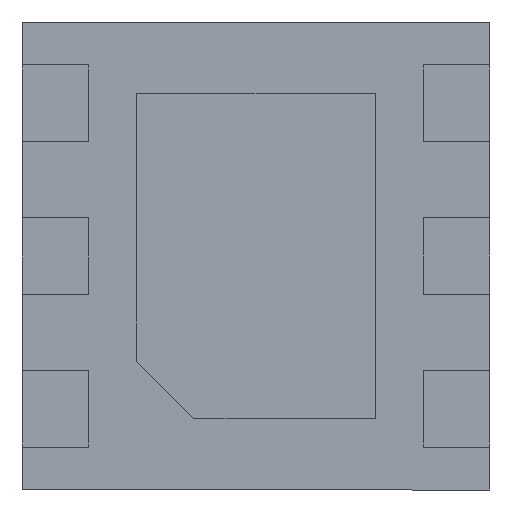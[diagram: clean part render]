
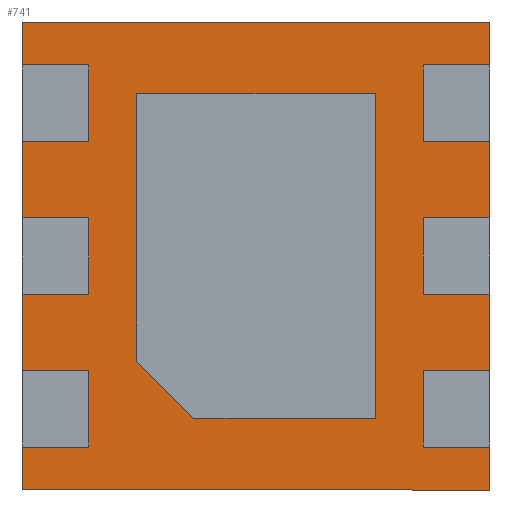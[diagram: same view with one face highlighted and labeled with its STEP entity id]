
A CAD part, front view. The second image highlights one B-rep face of the part: STEP entity #741.
In plain terms, the highlighted planar face has unit normal (0, -1, 0).
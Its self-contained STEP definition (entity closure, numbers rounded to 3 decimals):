
#13=FACE_BOUND('',#54,.T.);
#28=FACE_OUTER_BOUND('',#53,.T.);
#53=EDGE_LOOP('',(#601,#602,#603,#604,#605,#606,#607,#608,#609,#610,#611,
#612,#613,#614,#615,#616,#617,#618,#619,#620,#621,#622,#623,#624,#625,#626,
#627,#628));
#54=EDGE_LOOP('',(#629,#630,#631,#632,#633));
#88=LINE('',#1036,#207);
#94=LINE('',#1047,#213);
#96=LINE('',#1051,#215);
#100=LINE('',#1059,#219);
#104=LINE('',#1066,#223);
#105=LINE('',#1069,#224);
#107=LINE('',#1074,#226);
#111=LINE('',#1082,#230);
#115=LINE('',#1089,#234);
#116=LINE('',#1091,#235);
#120=LINE('',#1099,#239);
#121=LINE('',#1101,#240);
#122=LINE('',#1102,#241);
#123=LINE('',#1104,#242);
#124=LINE('',#1106,#243);
#125=LINE('',#1107,#244);
#126=LINE('',#1109,#245);
#127=LINE('',#1111,#246);
#128=LINE('',#1112,#247);
#129=LINE('',#1114,#248);
#130=LINE('',#1116,#249);
#131=LINE('',#1117,#250);
#132=LINE('',#1119,#251);
#133=LINE('',#1121,#252);
#134=LINE('',#1122,#253);
#135=LINE('',#1124,#254);
#136=LINE('',#1126,#255);
#137=LINE('',#1127,#256);
#138=LINE('',#1130,#257);
#139=LINE('',#1132,#258);
#140=LINE('',#1134,#259);
#141=LINE('',#1136,#260);
#142=LINE('',#1137,#261);
#207=VECTOR('',#854,1000.);
#213=VECTOR('',#862,1000.);
#215=VECTOR('',#864,1000.);
#219=VECTOR('',#868,1000.);
#223=VECTOR('',#872,1000.);
#224=VECTOR('',#875,1000.);
#226=VECTOR('',#879,1000.);
#230=VECTOR('',#883,1000.);
#234=VECTOR('',#887,1000.);
#235=VECTOR('',#888,1000.);
#239=VECTOR('',#894,1000.);
#240=VECTOR('',#895,1000.);
#241=VECTOR('',#896,1000.);
#242=VECTOR('',#897,1000.);
#243=VECTOR('',#898,1000.);
#244=VECTOR('',#899,1000.);
#245=VECTOR('',#900,1000.);
#246=VECTOR('',#901,1000.);
#247=VECTOR('',#902,1000.);
#248=VECTOR('',#903,1000.);
#249=VECTOR('',#904,1000.);
#250=VECTOR('',#905,1000.);
#251=VECTOR('',#906,1000.);
#252=VECTOR('',#907,1000.);
#253=VECTOR('',#908,1000.);
#254=VECTOR('',#909,1000.);
#255=VECTOR('',#910,1000.);
#256=VECTOR('',#911,1000.);
#257=VECTOR('',#912,1000.);
#258=VECTOR('',#913,1000.);
#259=VECTOR('',#914,1000.);
#260=VECTOR('',#915,1000.);
#261=VECTOR('',#916,1000.);
#323=VERTEX_POINT('',#1034);
#324=VERTEX_POINT('',#1035);
#325=VERTEX_POINT('',#1040);
#328=VERTEX_POINT('',#1045);
#329=VERTEX_POINT('',#1048);
#330=VERTEX_POINT('',#1050);
#333=VERTEX_POINT('',#1056);
#334=VERTEX_POINT('',#1058);
#337=VERTEX_POINT('',#1064);
#338=VERTEX_POINT('',#1068);
#339=VERTEX_POINT('',#1072);
#340=VERTEX_POINT('',#1073);
#343=VERTEX_POINT('',#1079);
#344=VERTEX_POINT('',#1081);
#347=VERTEX_POINT('',#1087);
#348=VERTEX_POINT('',#1090);
#351=VERTEX_POINT('',#1098);
#352=VERTEX_POINT('',#1100);
#353=VERTEX_POINT('',#1103);
#354=VERTEX_POINT('',#1105);
#355=VERTEX_POINT('',#1108);
#356=VERTEX_POINT('',#1110);
#357=VERTEX_POINT('',#1113);
#358=VERTEX_POINT('',#1115);
#359=VERTEX_POINT('',#1118);
#360=VERTEX_POINT('',#1120);
#361=VERTEX_POINT('',#1123);
#362=VERTEX_POINT('',#1125);
#363=VERTEX_POINT('',#1128);
#364=VERTEX_POINT('',#1129);
#365=VERTEX_POINT('',#1131);
#366=VERTEX_POINT('',#1133);
#367=VERTEX_POINT('',#1135);
#430=EDGE_CURVE('',#323,#324,#88,.T.);
#436=EDGE_CURVE('',#328,#323,#94,.T.);
#438=EDGE_CURVE('',#329,#330,#96,.T.);
#442=EDGE_CURVE('',#333,#334,#100,.T.);
#446=EDGE_CURVE('',#337,#325,#104,.T.);
#447=EDGE_CURVE('',#338,#329,#105,.T.);
#449=EDGE_CURVE('',#339,#340,#107,.T.);
#453=EDGE_CURVE('',#343,#344,#111,.T.);
#457=EDGE_CURVE('',#347,#338,#115,.T.);
#458=EDGE_CURVE('',#324,#348,#116,.T.);
#462=EDGE_CURVE('',#339,#351,#120,.T.);
#463=EDGE_CURVE('',#351,#352,#121,.T.);
#464=EDGE_CURVE('',#352,#348,#122,.T.);
#465=EDGE_CURVE('',#328,#353,#123,.T.);
#466=EDGE_CURVE('',#353,#354,#124,.T.);
#467=EDGE_CURVE('',#354,#325,#125,.T.);
#468=EDGE_CURVE('',#337,#355,#126,.T.);
#469=EDGE_CURVE('',#355,#356,#127,.T.);
#470=EDGE_CURVE('',#356,#334,#128,.T.);
#471=EDGE_CURVE('',#333,#357,#129,.T.);
#472=EDGE_CURVE('',#357,#358,#130,.T.);
#473=EDGE_CURVE('',#358,#330,#131,.T.);
#474=EDGE_CURVE('',#347,#359,#132,.T.);
#475=EDGE_CURVE('',#359,#360,#133,.T.);
#476=EDGE_CURVE('',#360,#344,#134,.T.);
#477=EDGE_CURVE('',#343,#361,#135,.T.);
#478=EDGE_CURVE('',#361,#362,#136,.T.);
#479=EDGE_CURVE('',#362,#340,#137,.T.);
#480=EDGE_CURVE('',#363,#364,#138,.T.);
#481=EDGE_CURVE('',#364,#365,#139,.T.);
#482=EDGE_CURVE('',#365,#366,#140,.T.);
#483=EDGE_CURVE('',#366,#367,#141,.T.);
#484=EDGE_CURVE('',#367,#363,#142,.T.);
#601=ORIENTED_EDGE('',*,*,#462,.T.);
#602=ORIENTED_EDGE('',*,*,#463,.T.);
#603=ORIENTED_EDGE('',*,*,#464,.T.);
#604=ORIENTED_EDGE('',*,*,#458,.F.);
#605=ORIENTED_EDGE('',*,*,#430,.F.);
#606=ORIENTED_EDGE('',*,*,#436,.F.);
#607=ORIENTED_EDGE('',*,*,#465,.T.);
#608=ORIENTED_EDGE('',*,*,#466,.T.);
#609=ORIENTED_EDGE('',*,*,#467,.T.);
#610=ORIENTED_EDGE('',*,*,#446,.F.);
#611=ORIENTED_EDGE('',*,*,#468,.T.);
#612=ORIENTED_EDGE('',*,*,#469,.T.);
#613=ORIENTED_EDGE('',*,*,#470,.T.);
#614=ORIENTED_EDGE('',*,*,#442,.F.);
#615=ORIENTED_EDGE('',*,*,#471,.T.);
#616=ORIENTED_EDGE('',*,*,#472,.T.);
#617=ORIENTED_EDGE('',*,*,#473,.T.);
#618=ORIENTED_EDGE('',*,*,#438,.F.);
#619=ORIENTED_EDGE('',*,*,#447,.F.);
#620=ORIENTED_EDGE('',*,*,#457,.F.);
#621=ORIENTED_EDGE('',*,*,#474,.T.);
#622=ORIENTED_EDGE('',*,*,#475,.T.);
#623=ORIENTED_EDGE('',*,*,#476,.T.);
#624=ORIENTED_EDGE('',*,*,#453,.F.);
#625=ORIENTED_EDGE('',*,*,#477,.T.);
#626=ORIENTED_EDGE('',*,*,#478,.T.);
#627=ORIENTED_EDGE('',*,*,#479,.T.);
#628=ORIENTED_EDGE('',*,*,#449,.F.);
#629=ORIENTED_EDGE('',*,*,#480,.T.);
#630=ORIENTED_EDGE('',*,*,#481,.T.);
#631=ORIENTED_EDGE('',*,*,#482,.T.);
#632=ORIENTED_EDGE('',*,*,#483,.T.);
#633=ORIENTED_EDGE('',*,*,#484,.T.);
#693=PLANE('',#798);
#741=ADVANCED_FACE('',(#28,#13),#693,.T.);
#798=AXIS2_PLACEMENT_3D('',#1097,#892,#893);
#854=DIRECTION('',(1.,0.,0.));
#862=DIRECTION('',(0.,0.,1.));
#864=DIRECTION('',(0.,0.,1.));
#868=DIRECTION('',(0.,0.,1.));
#872=DIRECTION('',(0.,0.,1.));
#875=DIRECTION('',(-1.,0.,0.));
#879=DIRECTION('',(0.,0.,-1.));
#883=DIRECTION('',(0.,0.,-1.));
#887=DIRECTION('',(0.,0.,-1.));
#888=DIRECTION('',(0.,0.,-1.));
#892=DIRECTION('center_axis',(0.,-1.,0.));
#893=DIRECTION('ref_axis',(0.,0.,-1.));
#894=DIRECTION('',(-1.,0.,0.));
#895=DIRECTION('',(0.,0.,1.));
#896=DIRECTION('',(1.,0.,0.));
#897=DIRECTION('',(1.,0.,0.));
#898=DIRECTION('',(0.,0.,-1.));
#899=DIRECTION('',(-1.,0.,0.));
#900=DIRECTION('',(1.,0.,0.));
#901=DIRECTION('',(0.,0.,-1.));
#902=DIRECTION('',(-1.,0.,0.));
#903=DIRECTION('',(1.,0.,0.));
#904=DIRECTION('',(0.,0.,-1.));
#905=DIRECTION('',(-1.,0.,0.));
#906=DIRECTION('',(-1.,0.,0.));
#907=DIRECTION('',(0.,0.,1.));
#908=DIRECTION('',(1.,0.,0.));
#909=DIRECTION('',(-1.,0.,0.));
#910=DIRECTION('',(0.,0.,1.));
#911=DIRECTION('',(1.,0.,0.));
#912=DIRECTION('',(1.,0.,0.));
#913=DIRECTION('',(0.,0.,-1.));
#914=DIRECTION('',(-1.,0.,0.));
#915=DIRECTION('',(-0.707,0.,0.707));
#916=DIRECTION('',(0.,0.,1.));
#1034=CARTESIAN_POINT('',(-1.225,-0.45,1.675));
#1035=CARTESIAN_POINT('',(1.225,-0.45,1.675));
#1036=CARTESIAN_POINT('',(1.225,-0.45,1.675));
#1040=CARTESIAN_POINT('',(-1.225,-0.45,1.05));
#1045=CARTESIAN_POINT('',(-1.225,-0.45,1.45));
#1047=CARTESIAN_POINT('',(-1.225,-0.45,1.675));
#1048=CARTESIAN_POINT('',(-1.225,-0.45,-0.775));
#1050=CARTESIAN_POINT('',(-1.225,-0.45,-0.55));
#1051=CARTESIAN_POINT('',(-1.225,-0.45,1.675));
#1056=CARTESIAN_POINT('',(-1.225,-0.45,-0.15));
#1058=CARTESIAN_POINT('',(-1.225,-0.45,0.25));
#1059=CARTESIAN_POINT('',(-1.225,-0.45,1.675));
#1064=CARTESIAN_POINT('',(-1.225,-0.45,0.65));
#1066=CARTESIAN_POINT('',(-1.225,-0.45,1.675));
#1068=CARTESIAN_POINT('',(1.225,-0.45,-0.775));
#1069=CARTESIAN_POINT('',(-1.225,-0.45,-0.775));
#1072=CARTESIAN_POINT('',(1.225,-0.45,1.05));
#1073=CARTESIAN_POINT('',(1.225,-0.45,0.65));
#1074=CARTESIAN_POINT('',(1.225,-0.45,-0.775));
#1079=CARTESIAN_POINT('',(1.225,-0.45,0.25));
#1081=CARTESIAN_POINT('',(1.225,-0.45,-0.15));
#1082=CARTESIAN_POINT('',(1.225,-0.45,-0.775));
#1087=CARTESIAN_POINT('',(1.225,-0.45,-0.55));
#1089=CARTESIAN_POINT('',(1.225,-0.45,-0.775));
#1090=CARTESIAN_POINT('',(1.225,-0.45,1.45));
#1091=CARTESIAN_POINT('',(1.225,-0.45,-0.775));
#1097=CARTESIAN_POINT('Origin',(1.225,-0.45,1.675));
#1098=CARTESIAN_POINT('',(0.875,-0.45,1.05));
#1099=CARTESIAN_POINT('',(1.225,-0.45,1.05));
#1100=CARTESIAN_POINT('',(0.875,-0.45,1.45));
#1101=CARTESIAN_POINT('',(0.875,-0.45,1.675));
#1102=CARTESIAN_POINT('',(1.225,-0.45,1.45));
#1103=CARTESIAN_POINT('',(-0.875,-0.45,1.45));
#1104=CARTESIAN_POINT('',(1.225,-0.45,1.45));
#1105=CARTESIAN_POINT('',(-0.875,-0.45,1.05));
#1106=CARTESIAN_POINT('',(-0.875,-0.45,1.675));
#1107=CARTESIAN_POINT('',(1.225,-0.45,1.05));
#1108=CARTESIAN_POINT('',(-0.875,-0.45,0.65));
#1109=CARTESIAN_POINT('',(1.225,-0.45,0.65));
#1110=CARTESIAN_POINT('',(-0.875,-0.45,0.25));
#1111=CARTESIAN_POINT('',(-0.875,-0.45,1.675));
#1112=CARTESIAN_POINT('',(1.225,-0.45,0.25));
#1113=CARTESIAN_POINT('',(-0.875,-0.45,-0.15));
#1114=CARTESIAN_POINT('',(1.225,-0.45,-0.15));
#1115=CARTESIAN_POINT('',(-0.875,-0.45,-0.55));
#1116=CARTESIAN_POINT('',(-0.875,-0.45,1.675));
#1117=CARTESIAN_POINT('',(1.225,-0.45,-0.55));
#1118=CARTESIAN_POINT('',(0.875,-0.45,-0.55));
#1119=CARTESIAN_POINT('',(1.225,-0.45,-0.55));
#1120=CARTESIAN_POINT('',(0.875,-0.45,-0.15));
#1121=CARTESIAN_POINT('',(0.875,-0.45,1.675));
#1122=CARTESIAN_POINT('',(1.225,-0.45,-0.15));
#1123=CARTESIAN_POINT('',(0.875,-0.45,0.25));
#1124=CARTESIAN_POINT('',(1.225,-0.45,0.25));
#1125=CARTESIAN_POINT('',(0.875,-0.45,0.65));
#1126=CARTESIAN_POINT('',(0.875,-0.45,1.675));
#1127=CARTESIAN_POINT('',(1.225,-0.45,0.65));
#1128=CARTESIAN_POINT('',(-0.625,-0.45,1.3));
#1129=CARTESIAN_POINT('',(0.625,-0.45,1.3));
#1130=CARTESIAN_POINT('',(1.225,-0.45,1.3));
#1131=CARTESIAN_POINT('',(0.625,-0.45,-0.4));
#1132=CARTESIAN_POINT('',(0.625,-0.45,1.675));
#1133=CARTESIAN_POINT('',(-0.325,-0.45,-0.4));
#1134=CARTESIAN_POINT('',(1.225,-0.45,-0.4));
#1135=CARTESIAN_POINT('',(-0.625,-0.45,-0.1));
#1136=CARTESIAN_POINT('',(-0.325,-0.45,-0.4));
#1137=CARTESIAN_POINT('',(-0.625,-0.45,1.675));
